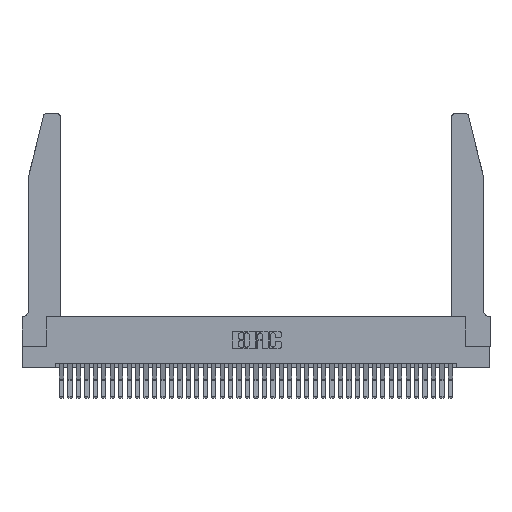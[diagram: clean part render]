
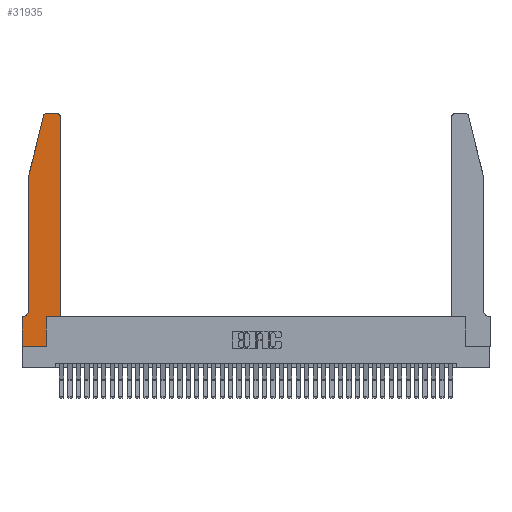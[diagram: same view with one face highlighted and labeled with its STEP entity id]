
A CAD part, top view. The second image highlights one B-rep face of the part: STEP entity #31935.
In plain terms, the highlighted planar face has unit normal (0, 0, 1).
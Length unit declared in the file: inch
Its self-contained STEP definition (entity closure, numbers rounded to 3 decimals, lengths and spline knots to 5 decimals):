
#3810 = CARTESIAN_POINT ( 'NONE',  ( 0.4505, 0.35, 0.37 ) ) ;
#3814 = CARTESIAN_POINT ( 'NONE',  ( 0.4205, 2.75, 0.37 ) ) ;
#4137 = AXIS2_PLACEMENT_3D ( 'NONE', #33697, #8385, #15190 ) ;
#4765 = LINE ( 'NONE', #22964, #8751 ) ;
#5528 = DIRECTION ( 'NONE',  ( 1., 0., 0. ) ) ;
#5688 = CARTESIAN_POINT ( 'NONE',  ( 0.0055, 0.42, 0.37 ) ) ;
#6097 = EDGE_CURVE ( 'NONE', #24787, #31001, #37039, .T. ) ;
#6365 = VECTOR ( 'NONE', #29397, 39.37008 ) ;
#6924 = LINE ( 'NONE', #24640, #24281 ) ;
#6957 = VECTOR ( 'NONE', #30561, 39.37008 ) ;
#7876 = EDGE_LOOP ( 'NONE', ( #24944, #38820, #41027, #22405, #38496, #36997, #30083, #32574, #26762, #33789, #12365, #12584 ) ) ;
#7901 = CARTESIAN_POINT ( 'NONE',  ( 0.0755, 2., 0.37 ) ) ;
#7950 = CARTESIAN_POINT ( 'NONE',  ( 0.284, 2.72, 0.37 ) ) ;
#8230 = DIRECTION ( 'NONE',  ( 0., -1., 0. ) ) ;
#8385 = DIRECTION ( 'NONE',  ( 0., 0., 1. ) ) ;
#8537 = VECTOR ( 'NONE', #29673, 39.37008 ) ;
#8637 = PLANE ( 'NONE',  #24283 ) ;
#8751 = VECTOR ( 'NONE', #10363, 39.37008 ) ;
#8927 = DIRECTION ( 'NONE',  ( 0., 0., 1. ) ) ;
#9279 = EDGE_CURVE ( 'NONE', #19752, #31571, #10005, .T. ) ;
#10005 = CIRCLE ( 'NONE', #19693, 0.03 ) ;
#10031 = DIRECTION ( 'NONE',  ( 0., 1., 0. ) ) ;
#10363 = DIRECTION ( 'NONE',  ( 0., -1., 0. ) ) ;
#11557 = VERTEX_POINT ( 'NONE', #7901 ) ;
#11912 = DIRECTION ( 'NONE',  ( -1., 0., 0. ) ) ;
#12365 = ORIENTED_EDGE ( 'NONE', *, *, #40843, .T. ) ;
#12584 = ORIENTED_EDGE ( 'NONE', *, *, #29355, .T. ) ;
#12631 = VERTEX_POINT ( 'NONE', #3814 ) ;
#13370 = EDGE_CURVE ( 'NONE', #13418, #37117, #18422, .T. ) ;
#13418 = VERTEX_POINT ( 'NONE', #23723 ) ;
#14206 = EDGE_CURVE ( 'NONE', #12631, #19752, #6924, .T. ) ;
#14971 = EDGE_CURVE ( 'NONE', #31571, #11557, #31719, .T. ) ;
#15190 = DIRECTION ( 'NONE',  ( 1., 0., 0. ) ) ;
#16382 = CARTESIAN_POINT ( 'NONE',  ( 0.2865, 0.35, 0.37 ) ) ;
#16423 = VERTEX_POINT ( 'NONE', #32058 ) ;
#16968 = LINE ( 'NONE', #35908, #8537 ) ;
#17138 = LINE ( 'NONE', #16382, #39940 ) ;
#17315 = EDGE_CURVE ( 'NONE', #11557, #23838, #30980, .T. ) ;
#17640 = CARTESIAN_POINT ( 'NONE',  ( 0., 0.35, 0.37 ) ) ;
#18186 = VECTOR ( 'NONE', #5528, 39.37008 ) ;
#18422 = LINE ( 'NONE', #39671, #6957 ) ;
#18463 = DIRECTION ( 'NONE',  ( 0., 0., -1. ) ) ;
#19693 = AXIS2_PLACEMENT_3D ( 'NONE', #7950, #30185, #39570 ) ;
#19752 = VERTEX_POINT ( 'NONE', #35505 ) ;
#22037 = CARTESIAN_POINT ( 'NONE',  ( 0.2865, 0., 0.37 ) ) ;
#22405 = ORIENTED_EDGE ( 'NONE', *, *, #17315, .T. ) ;
#22964 = CARTESIAN_POINT ( 'NONE',  ( 0., 0., 0.37 ) ) ;
#23252 = CARTESIAN_POINT ( 'NONE',  ( 0.0755, 2., 0.37 ) ) ;
#23463 = FACE_OUTER_BOUND ( 'NONE', #7876, .T. ) ;
#23723 = CARTESIAN_POINT ( 'NONE',  ( 0.2865, 0.35, 0.37 ) ) ;
#23838 = VERTEX_POINT ( 'NONE', #31732 ) ;
#23917 = CARTESIAN_POINT ( 'NONE',  ( 0.0755, 2., 0.37 ) ) ;
#24281 = VECTOR ( 'NONE', #37534, 39.37008 ) ;
#24283 = AXIS2_PLACEMENT_3D ( 'NONE', #24452, #8927, #27940 ) ;
#24452 = CARTESIAN_POINT ( 'NONE',  ( 0., 0.35, 0.37 ) ) ;
#24640 = CARTESIAN_POINT ( 'NONE',  ( 0.2605, 2.75, 0.37 ) ) ;
#24787 = VERTEX_POINT ( 'NONE', #26846 ) ;
#24944 = ORIENTED_EDGE ( 'NONE', *, *, #14206, .T. ) ;
#25377 = CARTESIAN_POINT ( 'NONE',  ( 0.0055, 0.35, 0.37 ) ) ;
#25585 = EDGE_CURVE ( 'NONE', #23838, #28361, #26750, .T. ) ;
#26673 = CIRCLE ( 'NONE', #4137, 0.03 ) ;
#26750 = CIRCLE ( 'NONE', #29075, 0.07 ) ;
#26762 = ORIENTED_EDGE ( 'NONE', *, *, #30464, .T. ) ;
#26846 = CARTESIAN_POINT ( 'NONE',  ( 0., 0., 0.37 ) ) ;
#26926 = EDGE_CURVE ( 'NONE', #35751, #24787, #4765, .T. ) ;
#27940 = DIRECTION ( 'NONE',  ( 1., 0., 0. ) ) ;
#28222 = LINE ( 'NONE', #36595, #30225 ) ;
#28361 = VERTEX_POINT ( 'NONE', #25377 ) ;
#29075 = AXIS2_PLACEMENT_3D ( 'NONE', #5688, #18463, #11912 ) ;
#29355 = EDGE_CURVE ( 'NONE', #16423, #12631, #26673, .T. ) ;
#29397 = DIRECTION ( 'NONE',  ( -0.239, -0.971, 0. ) ) ;
#29673 = DIRECTION ( 'NONE',  ( -1., 0., 0. ) ) ;
#29833 = DIRECTION ( 'NONE',  ( 0., 1., 0. ) ) ;
#29926 = VECTOR ( 'NONE', #8230, 39.37008 ) ;
#30083 = ORIENTED_EDGE ( 'NONE', *, *, #26926, .T. ) ;
#30185 = DIRECTION ( 'NONE',  ( 0., 0., 1. ) ) ;
#30225 = VECTOR ( 'NONE', #29833, 39.37008 ) ;
#30464 = EDGE_CURVE ( 'NONE', #31001, #13418, #17138, .T. ) ;
#30561 = DIRECTION ( 'NONE',  ( 1., 0., 0. ) ) ;
#30801 = CARTESIAN_POINT ( 'NONE',  ( 0., 0., 0.37 ) ) ;
#30980 = LINE ( 'NONE', #23917, #29926 ) ;
#31001 = VERTEX_POINT ( 'NONE', #22037 ) ;
#31571 = VERTEX_POINT ( 'NONE', #40849 ) ;
#31719 = LINE ( 'NONE', #23252, #6365 ) ;
#31732 = CARTESIAN_POINT ( 'NONE',  ( 0.0755, 0.42, 0.37 ) ) ;
#31935 = ADVANCED_FACE ( 'NONE', ( #23463 ), #8637, .T. ) ;
#32058 = CARTESIAN_POINT ( 'NONE',  ( 0.4505, 2.72, 0.37 ) ) ;
#32574 = ORIENTED_EDGE ( 'NONE', *, *, #6097, .T. ) ;
#33697 = CARTESIAN_POINT ( 'NONE',  ( 0.4205, 2.72, 0.37 ) ) ;
#33789 = ORIENTED_EDGE ( 'NONE', *, *, #13370, .T. ) ;
#35505 = CARTESIAN_POINT ( 'NONE',  ( 0.284, 2.75, 0.37 ) ) ;
#35751 = VERTEX_POINT ( 'NONE', #17640 ) ;
#35908 = CARTESIAN_POINT ( 'NONE',  ( 0.0755, 0.35, 0.37 ) ) ;
#36595 = CARTESIAN_POINT ( 'NONE',  ( 0.4505, 0.35, 0.37 ) ) ;
#36997 = ORIENTED_EDGE ( 'NONE', *, *, #38390, .T. ) ;
#37039 = LINE ( 'NONE', #30801, #18186 ) ;
#37117 = VERTEX_POINT ( 'NONE', #3810 ) ;
#37534 = DIRECTION ( 'NONE',  ( -1., 0., 0. ) ) ;
#38390 = EDGE_CURVE ( 'NONE', #28361, #35751, #16968, .T. ) ;
#38496 = ORIENTED_EDGE ( 'NONE', *, *, #25585, .T. ) ;
#38820 = ORIENTED_EDGE ( 'NONE', *, *, #9279, .T. ) ;
#39570 = DIRECTION ( 'NONE',  ( 1., 0., 0. ) ) ;
#39671 = CARTESIAN_POINT ( 'NONE',  ( 0.4505, 0.35, 0.37 ) ) ;
#39940 = VECTOR ( 'NONE', #10031, 39.37008 ) ;
#40843 = EDGE_CURVE ( 'NONE', #37117, #16423, #28222, .T. ) ;
#40849 = CARTESIAN_POINT ( 'NONE',  ( 0.25487, 2.72718, 0.37 ) ) ;
#41027 = ORIENTED_EDGE ( 'NONE', *, *, #14971, .T. ) ;
